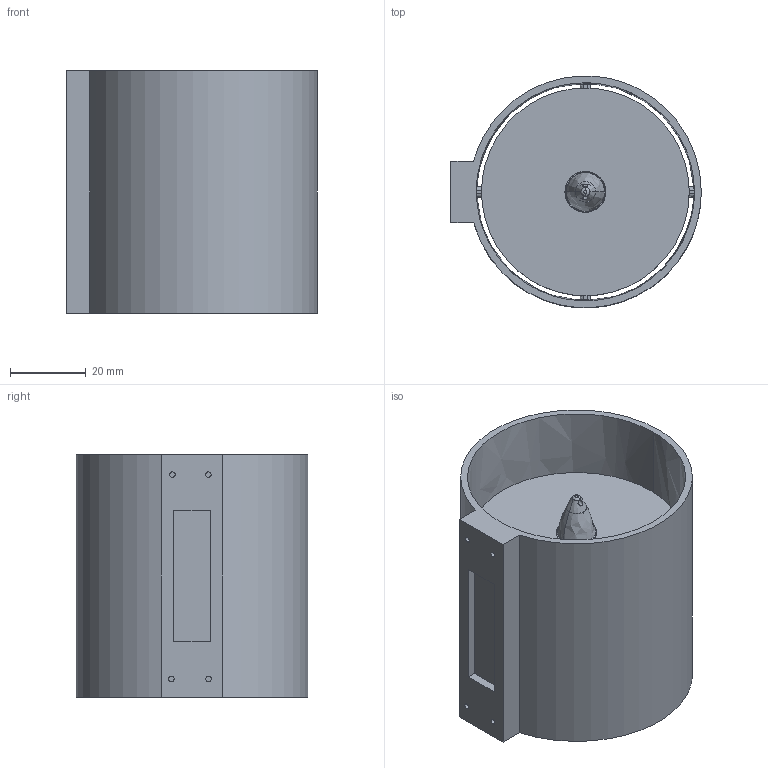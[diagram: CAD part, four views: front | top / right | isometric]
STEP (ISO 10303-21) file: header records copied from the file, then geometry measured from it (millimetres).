
FILE_DESCRIPTION(('FreeCAD Model'),'2;1');
FILE_NAME('Open CASCADE Shape Model','2025-05-03T06:04:20',('FreeCAD'),( 'FreeCAD'),'Open CASCADE STEP processor 7.6','FreeCAD','Unknown');
FILE_SCHEMA(('AUTOMOTIVE_DESIGN { 1 0 10303 214 1 1 1 1 }'));
Length unit declared in the file: millimetre
Products named in the file (1): Open CASCADE STEP translator 7.6 1
Bounding box: 65.99 x 60.94 x 63.75 mm (x, y, z)
Volume: 67441.2 mm3; surface area: 47426.2 mm2
Topology: 9 solids, 9 shells, 144 faces, 357 edges, 236 vertices
Faces by surface type: bspline 144
Entity records: 6388 total; most frequent: CARTESIAN_POINT 4295, ORIENTED_EDGE 714, EDGE_CURVE 357, VERTEX_POINT 236, B_SPLINE_CURVE_WITH_KNOTS 213, FACE_BOUND 173, EDGE_LOOP 173, ADVANCED_FACE 144
